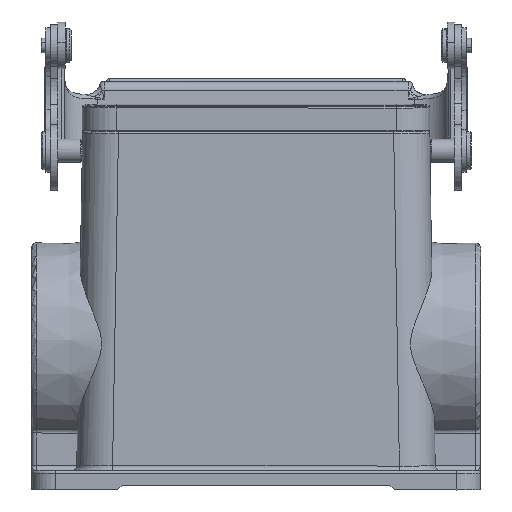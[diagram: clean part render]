
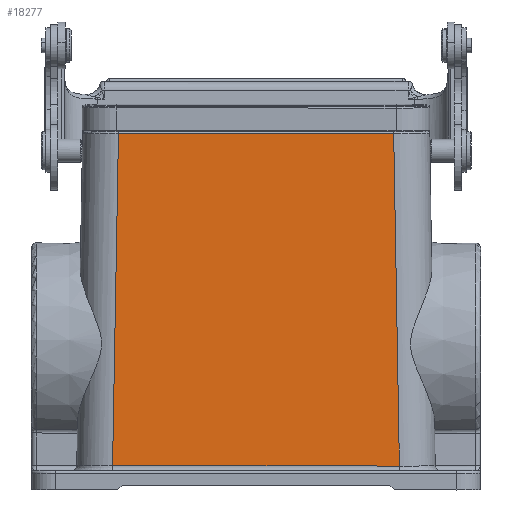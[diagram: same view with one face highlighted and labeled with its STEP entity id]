
A CAD part, top view. The second image highlights one B-rep face of the part: STEP entity #18277.
In plain terms, the highlighted planar face has unit normal (0, 0.009, 1).
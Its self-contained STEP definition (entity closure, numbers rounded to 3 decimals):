
#2120=DIRECTION('',(0.017,-1.,0.009));
#2121=VECTOR('',#2120,69.547);
#2122=CARTESIAN_POINT('',(75.819,51.278,0.004));
#2123=LINE('',#2122,#2121);
#2124=DIRECTION('',(0.018,1.,-0.009));
#2125=VECTOR('',#2124,69.547);
#2126=CARTESIAN_POINT('',(16.964,-18.238,
0.611));
#2127=LINE('',#2126,#2125);
#4582=DIRECTION('',(-1.,0.,0.));
#4583=VECTOR('',#4582,57.619);
#4584=CARTESIAN_POINT('',(75.819,51.278,0.004));
#4585=LINE('',#4584,#4583);
#5429=DIRECTION('',(1.,0.,0.));
#5430=VECTOR('',#5429,60.047);
#5431=CARTESIAN_POINT('',(16.964,-18.238,
0.611));
#5432=LINE('',#5431,#5430);
#13886=CARTESIAN_POINT('',(16.964,-18.238,
0.611));
#13887=CARTESIAN_POINT('',(18.199,51.295,
0.004));
#13888=VERTEX_POINT('',#13886);
#13889=VERTEX_POINT('',#13887);
#13893=CARTESIAN_POINT('',(75.819,51.278,
0.004));
#13894=CARTESIAN_POINT('',(77.011,-18.257,
0.611));
#13895=VERTEX_POINT('',#13893);
#13896=VERTEX_POINT('',#13894);
#18263=CARTESIAN_POINT('',(46.998,16.519,
0.308));
#18264=DIRECTION('',(0.,0.009,1.));
#18265=DIRECTION('',(0.,-1.,0.009));
#18266=AXIS2_PLACEMENT_3D('',#18263,#18264,#18265);
#18267=PLANE('',#18266);
#18269=ORIENTED_EDGE('',*,*,#18268,.T.);
#18271=ORIENTED_EDGE('',*,*,#18270,.F.);
#18272=ORIENTED_EDGE('',*,*,#18249,.T.);
#18274=ORIENTED_EDGE('',*,*,#18273,.F.);
#18275=EDGE_LOOP('',(#18269,#18271,#18272,#18274));
#18276=FACE_OUTER_BOUND('',#18275,.F.);
#18249=EDGE_CURVE('',#13888,#13889,#2127,.T.);
#18268=EDGE_CURVE('',#13895,#13896,#2123,.T.);
#18270=EDGE_CURVE('',#13888,#13896,#5432,.T.);
#18273=EDGE_CURVE('',#13895,#13889,#4585,.T.);
#18277=ADVANCED_FACE('',(#18276),#18267,.T.);
